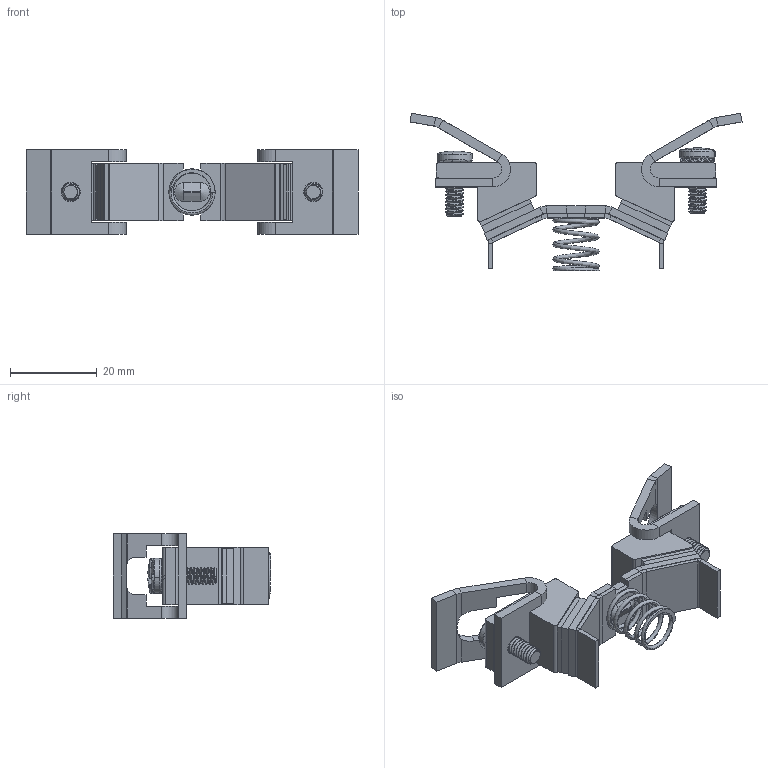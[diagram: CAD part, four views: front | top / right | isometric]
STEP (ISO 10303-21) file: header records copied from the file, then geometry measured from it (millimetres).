
FILE_DESCRIPTION (( 'STEP AP214' ), '1' );
FILE_NAME ('B6-43-2.STEP', '2019-09-06T17:58:04', ( '' ), ( '' ), 'SwSTEP 2.0', 'SolidWorks 2017', '' );
FILE_SCHEMA (( 'AUTOMOTIVE_DESIGN' ));
Length unit declared in the file: millimetre
Products named in the file (1): B6-43-2
Bounding box: 76.73 x 36.39 x 19.56 mm (x, y, z)
Surface area: 10174.2 mm2 (no closed solid volume)
Topology: 0 solids, 11 shells, 578 faces, 1579 edges, 1006 vertices
Faces by surface type: cylinder 247, plane 188, bspline 121, torus 8, sphere 8, cone 6
Entity records: 31964 total; most frequent: CARTESIAN_POINT 12894, ORIENTED_EDGE 2971, DIRECTION 2112, EDGE_CURVE 1579, VERTEX_POINT 1006, LINE 778, VECTOR 778, AXIS2_PLACEMENT_3D 667
